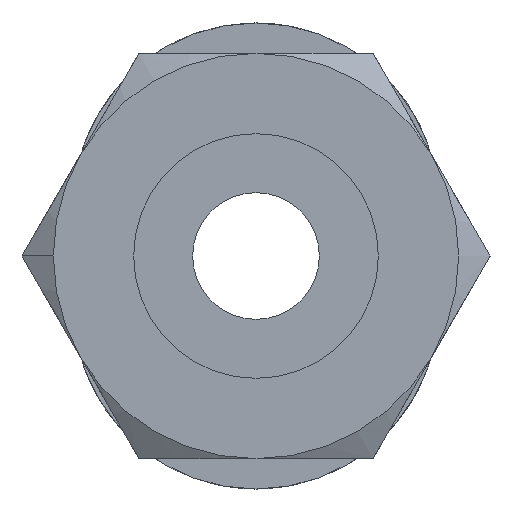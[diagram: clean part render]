
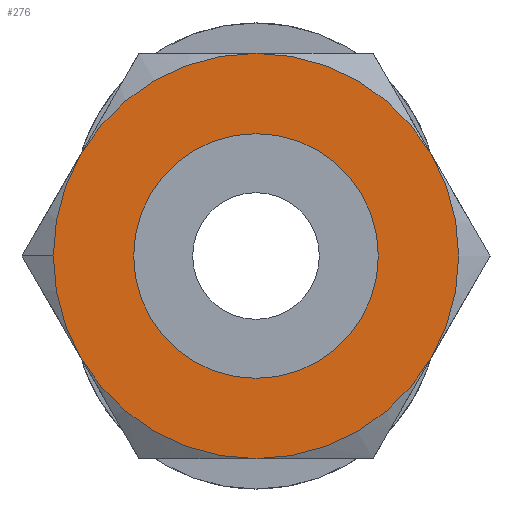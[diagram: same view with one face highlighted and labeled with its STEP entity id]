
A CAD part, front view. The second image highlights one B-rep face of the part: STEP entity #276.
In plain terms, the highlighted planar face has unit normal (0, -1, 0).
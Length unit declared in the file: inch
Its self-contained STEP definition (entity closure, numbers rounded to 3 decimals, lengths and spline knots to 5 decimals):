
#37 = DIRECTION ( 'NONE',  ( -1., 0., 0. ) ) ;
#99 = AXIS2_PLACEMENT_3D ( 'NONE', #3216, #1638, #37 ) ;
#113 = CARTESIAN_POINT ( 'NONE',  ( -0.07874, 0., 0. ) ) ;
#137 = ORIENTED_EDGE ( 'NONE', *, *, #1393, .F. ) ;
#155 = CARTESIAN_POINT ( 'NONE',  ( -0.13638, 0., -0.07874 ) ) ;
#157 = EDGE_CURVE ( 'NONE', #2179, #3067, #2821, .T. ) ;
#213 = CIRCLE ( 'NONE', #1795, 0.15748 ) ;
#235 = CARTESIAN_POINT ( 'NONE',  ( -0.15748, 0., 0. ) ) ;
#255 = CIRCLE ( 'NONE', #2923, 0.15748 ) ;
#257 = CARTESIAN_POINT ( 'NONE',  ( 0., 0., 0. ) ) ;
#276 = ADVANCED_FACE ( 'NONE', ( #566, #1253 ), #2481, .T. ) ;
#286 = VERTEX_POINT ( 'NONE', #1705 ) ;
#367 = AXIS2_PLACEMENT_3D ( 'NONE', #2384, #800, #2646 ) ;
#372 = VERTEX_POINT ( 'NONE', #3097 ) ;
#406 = EDGE_CURVE ( 'NONE', #2586, #817, #1707, .T. ) ;
#521 = CARTESIAN_POINT ( 'NONE',  ( 0., 0., 0. ) ) ;
#537 = DIRECTION ( 'NONE',  ( -1., 0., 0. ) ) ;
#566 = FACE_BOUND ( 'NONE', #1013, .T. ) ;
#606 = ORIENTED_EDGE ( 'NONE', *, *, #1737, .F. ) ;
#653 = DIRECTION ( 'NONE',  ( 0., -1., 0. ) ) ;
#659 = AXIS2_PLACEMENT_3D ( 'NONE', #2636, #1054, #2901 ) ;
#684 = EDGE_LOOP ( 'NONE', ( #1487, #606, #1520, #1475, #137, #2144, #1525 ) ) ;
#763 = CIRCLE ( 'NONE', #659, 0.15748 ) ;
#785 = DIRECTION ( 'NONE',  ( -1., 0., 0. ) ) ;
#800 = DIRECTION ( 'NONE',  ( 0., 1., 0. ) ) ;
#817 = VERTEX_POINT ( 'NONE', #1208 ) ;
#818 = AXIS2_PLACEMENT_3D ( 'NONE', #113, #653, #2494 ) ;
#864 = ORIENTED_EDGE ( 'NONE', *, *, #406, .T. ) ;
#881 = CARTESIAN_POINT ( 'NONE',  ( 0., 0., 0. ) ) ;
#998 = CARTESIAN_POINT ( 'NONE',  ( 0., 0., 0. ) ) ;
#1012 = CARTESIAN_POINT ( 'NONE',  ( 0., 0., 0. ) ) ;
#1013 = EDGE_LOOP ( 'NONE', ( #864, #3257 ) ) ;
#1035 = EDGE_CURVE ( 'NONE', #3006, #286, #255, .T. ) ;
#1054 = DIRECTION ( 'NONE',  ( 0., 1., 0. ) ) ;
#1148 = DIRECTION ( 'NONE',  ( -1., 0., 0. ) ) ;
#1166 = AXIS2_PLACEMENT_3D ( 'NONE', #998, #2850, #1603 ) ;
#1203 = EDGE_CURVE ( 'NONE', #286, #2892, #3275, .T. ) ;
#1208 = CARTESIAN_POINT ( 'NONE',  ( 0., 0., 0.09508 ) ) ;
#1240 = CARTESIAN_POINT ( 'NONE',  ( 0., 0., 0. ) ) ;
#1253 = FACE_OUTER_BOUND ( 'NONE', #684, .T. ) ;
#1279 = DIRECTION ( 'NONE',  ( 0., 0., -1. ) ) ;
#1318 = CARTESIAN_POINT ( 'NONE',  ( 0., 0., 0.15748 ) ) ;
#1393 = EDGE_CURVE ( 'NONE', #2892, #2179, #213, .T. ) ;
#1475 = ORIENTED_EDGE ( 'NONE', *, *, #157, .F. ) ;
#1487 = ORIENTED_EDGE ( 'NONE', *, *, #1924, .F. ) ;
#1503 = CIRCLE ( 'NONE', #3316, 0.15748 ) ;
#1515 = AXIS2_PLACEMENT_3D ( 'NONE', #1012, #2860, #1279 ) ;
#1520 = ORIENTED_EDGE ( 'NONE', *, *, #1575, .F. ) ;
#1521 = DIRECTION ( 'NONE',  ( -1., 0., 0. ) ) ;
#1525 = ORIENTED_EDGE ( 'NONE', *, *, #1035, .F. ) ;
#1575 = EDGE_CURVE ( 'NONE', #3067, #372, #763, .T. ) ;
#1603 = DIRECTION ( 'NONE',  ( 0., 0., -1. ) ) ;
#1638 = DIRECTION ( 'NONE',  ( 0., 1., 0. ) ) ;
#1705 = CARTESIAN_POINT ( 'NONE',  ( 0.13638, 0., -0.07874 ) ) ;
#1707 = CIRCLE ( 'NONE', #1166, 0.09508 ) ;
#1723 = CARTESIAN_POINT ( 'NONE',  ( 0., 0., -0.09508 ) ) ;
#1737 = EDGE_CURVE ( 'NONE', #372, #3103, #3314, .T. ) ;
#1795 = AXIS2_PLACEMENT_3D ( 'NONE', #881, #2725, #1148 ) ;
#1821 = CARTESIAN_POINT ( 'NONE',  ( 0.13638, 0., 0.07874 ) ) ;
#1924 = EDGE_CURVE ( 'NONE', #3103, #3006, #1503, .T. ) ;
#2119 = DIRECTION ( 'NONE',  ( 0., 1., 0. ) ) ;
#2144 = ORIENTED_EDGE ( 'NONE', *, *, #1203, .F. ) ;
#2179 = VERTEX_POINT ( 'NONE', #155 ) ;
#2253 = AXIS2_PLACEMENT_3D ( 'NONE', #1240, #3087, #1521 ) ;
#2262 = EDGE_CURVE ( 'NONE', #817, #2586, #2476, .T. ) ;
#2363 = DIRECTION ( 'NONE',  ( 0., 1., 0. ) ) ;
#2384 = CARTESIAN_POINT ( 'NONE',  ( 0., 0., 0. ) ) ;
#2476 = CIRCLE ( 'NONE', #1515, 0.09508 ) ;
#2481 = PLANE ( 'NONE',  #818 ) ;
#2494 = DIRECTION ( 'NONE',  ( 0., 0., -1. ) ) ;
#2586 = VERTEX_POINT ( 'NONE', #1723 ) ;
#2636 = CARTESIAN_POINT ( 'NONE',  ( 0., 0., 0. ) ) ;
#2646 = DIRECTION ( 'NONE',  ( -1., 0., 0. ) ) ;
#2725 = DIRECTION ( 'NONE',  ( 0., 1., 0. ) ) ;
#2807 = CARTESIAN_POINT ( 'NONE',  ( 0., 0., -0.15748 ) ) ;
#2821 = CIRCLE ( 'NONE', #99, 0.15748 ) ;
#2850 = DIRECTION ( 'NONE',  ( 0., 1., 0. ) ) ;
#2860 = DIRECTION ( 'NONE',  ( 0., 1., 0. ) ) ;
#2892 = VERTEX_POINT ( 'NONE', #2807 ) ;
#2901 = DIRECTION ( 'NONE',  ( -1., 0., 0. ) ) ;
#2923 = AXIS2_PLACEMENT_3D ( 'NONE', #257, #2119, #537 ) ;
#3006 = VERTEX_POINT ( 'NONE', #1821 ) ;
#3067 = VERTEX_POINT ( 'NONE', #235 ) ;
#3087 = DIRECTION ( 'NONE',  ( 0., 1., 0. ) ) ;
#3097 = CARTESIAN_POINT ( 'NONE',  ( -0.13638, 0., 0.07874 ) ) ;
#3103 = VERTEX_POINT ( 'NONE', #1318 ) ;
#3216 = CARTESIAN_POINT ( 'NONE',  ( 0., 0., 0. ) ) ;
#3257 = ORIENTED_EDGE ( 'NONE', *, *, #2262, .T. ) ;
#3275 = CIRCLE ( 'NONE', #367, 0.15748 ) ;
#3314 = CIRCLE ( 'NONE', #2253, 0.15748 ) ;
#3316 = AXIS2_PLACEMENT_3D ( 'NONE', #521, #2363, #785 ) ;
